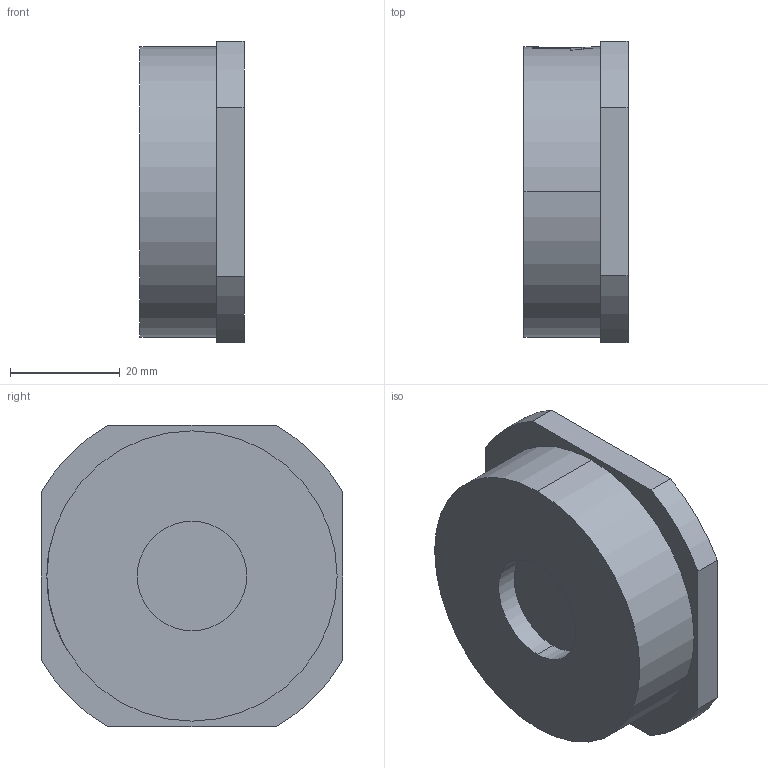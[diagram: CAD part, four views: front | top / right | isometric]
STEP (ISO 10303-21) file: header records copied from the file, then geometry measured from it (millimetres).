
FILE_DESCRIPTION (( 'STEP AP214' ), '1' );
FILE_NAME ('930-020.STEP', '2012-06-26T08:59:48', ( 'rals' ), ( 'Hewlett-Packard Company' ), 'SwSTEP 2.0', 'SolidWorks 2011', '' );
FILE_SCHEMA (( 'AUTOMOTIVE_DESIGN' ));
Length unit declared in the file: millimetre
Products named in the file (1): 930-020
Bounding box: 19 x 55 x 55 mm (x, y, z)
Volume: 42031.9 mm3; surface area: 9262.2 mm2
Topology: 1 solids, 1 shells, 94 faces, 246 edges, 164 vertices
Faces by surface type: bspline 49, plane 28, cylinder 17
Entity records: 7756 total; most frequent: CARTESIAN_POINT 5826, ORIENTED_EDGE 492, EDGE_CURVE 246, DIRECTION 216, VERTEX_POINT 164, B_SPLINE_CURVE_WITH_KNOTS 160, EDGE_LOOP 104, ADVANCED_FACE 94
